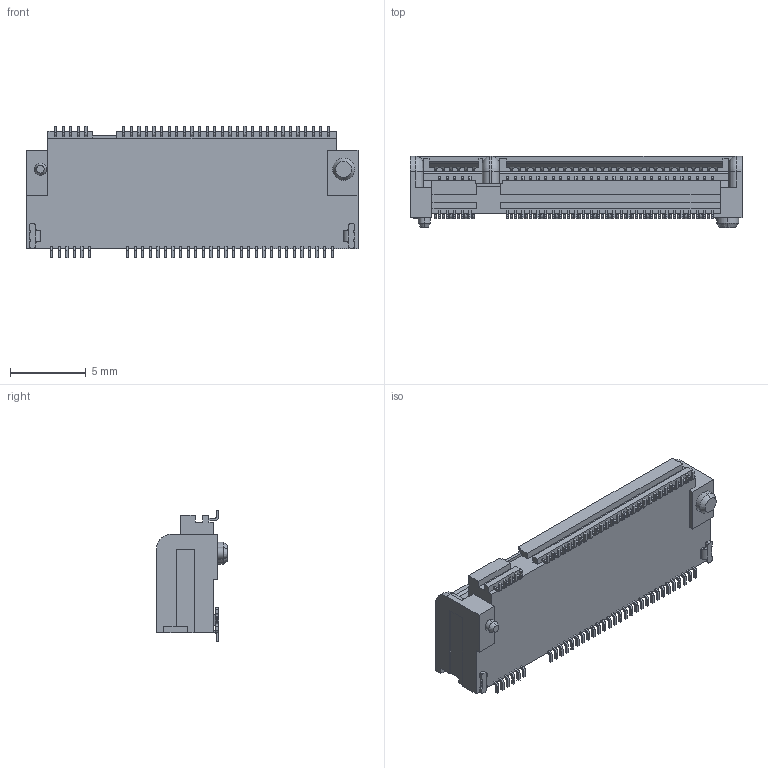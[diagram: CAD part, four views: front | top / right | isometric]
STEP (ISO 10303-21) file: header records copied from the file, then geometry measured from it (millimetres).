
FILE_DESCRIPTION (( 'STEP AP214' ), '1' );
FILE_NAME ('2199230-5.STEP', '2021-04-26T10:57:43', ( '' ), ( '' ), 'SwSTEP 2.0', 'SolidWorks 2017', '' );
FILE_SCHEMA (( 'AUTOMOTIVE_DESIGN' ));
Length unit declared in the file: millimetre
Products named in the file (2): 2199230-5; c-2199230-5-b2-3d
Assembly tree (1 placements, depth 2):
  2199230-5
    c-2199230-5-b2-3d
Bounding box: 21.9 x 4.7 x 8.7 mm (x, y, z)
Volume: 499.7 mm3; surface area: 783.1 mm2
Topology: 137 solids, 137 shells, 1541 faces, 3779 edges, 2513 vertices
Faces by surface type: plane 1268, cylinder 265, cone 4, torus 3, bspline 1
Entity records: 46310 total; most frequent: CARTESIAN_POINT 8004, ORIENTED_EDGE 7558, DIRECTION 7385, EDGE_CURVE 3779, VECTOR 3225, LINE 3225, VERTEX_POINT 2513, AXIS2_PLACEMENT_3D 2080
